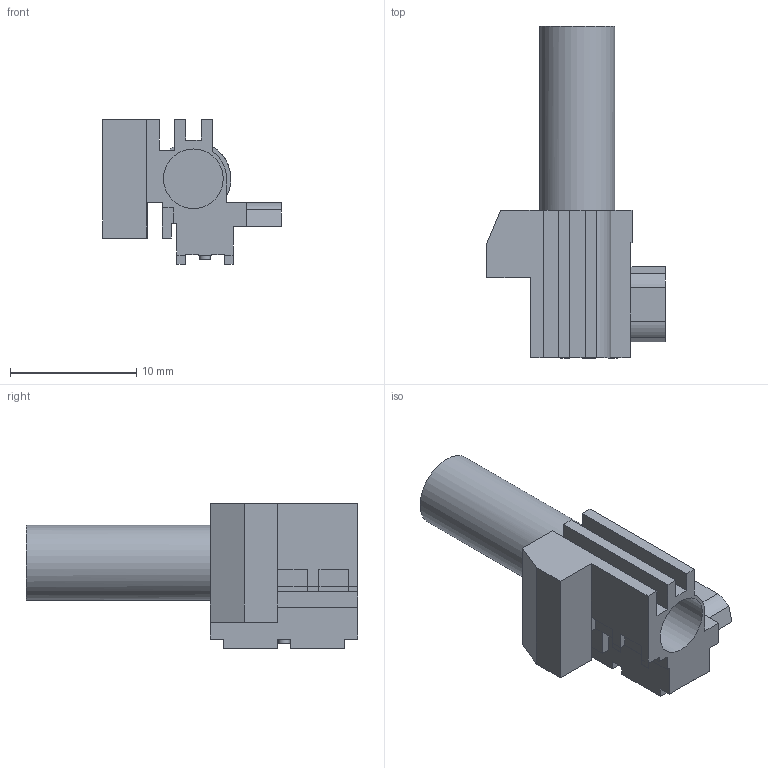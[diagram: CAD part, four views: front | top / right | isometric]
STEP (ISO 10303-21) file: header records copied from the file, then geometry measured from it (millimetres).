
FILE_DESCRIPTION(('FreeCAD Model'),'2;1');
FILE_NAME('Open CASCADE Shape Model','2025-02-18T01:32:52',(''),(''), 'Open CASCADE STEP processor 7.8','FreeCAD','Unknown');
FILE_SCHEMA(('AUTOMOTIVE_DESIGN { 1 0 10303 214 1 1 1 1 }'));
Length unit declared in the file: millimetre
Products named in the file (1): Pocket011
Bounding box: 14.17 x 26.31 x 11.46 mm (x, y, z)
Volume: 974.9 mm3; surface area: 1401.3 mm2
Topology: 1 solids, 1 shells, 116 faces, 324 edges, 213 vertices
Faces by surface type: plane 104, cylinder 12
Full cylindrical faces by diameter (mm): 0.889 x1, 4.737 x1, 5.944 x1
Entity records: 7682 total; most frequent: CARTESIAN_POINT 1700, DIRECTION 938, ORIENTED_EDGE 648, PCURVE 648, DEFINITIONAL_REPRESENTATION 648, LINE 634, VECTOR 634, EDGE_CURVE 324
